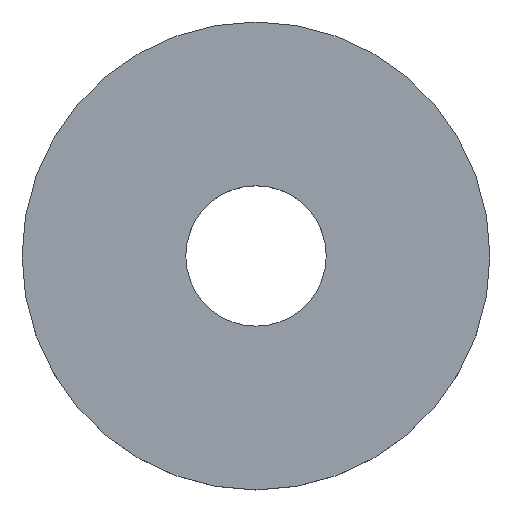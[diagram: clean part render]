
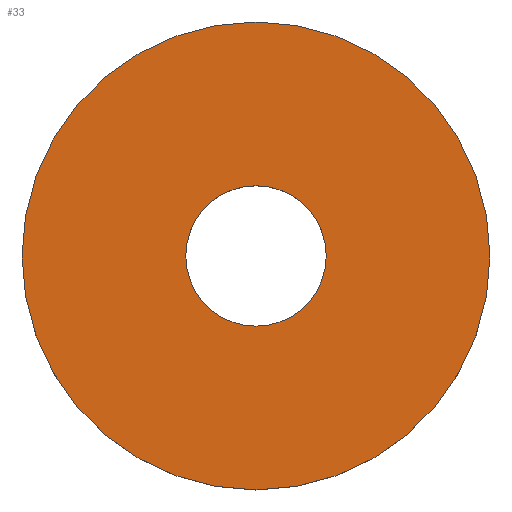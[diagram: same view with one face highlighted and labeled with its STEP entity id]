
A CAD part, top view. The second image highlights one B-rep face of the part: STEP entity #33.
In plain terms, the highlighted planar face has unit normal (0, 0, 1).
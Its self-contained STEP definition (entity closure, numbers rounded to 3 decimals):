
#2 = CARTESIAN_POINT ( 'NONE',  ( 11., 0., 1. ) ) ;
#9 = AXIS2_PLACEMENT_3D ( 'NONE', #77, #119, #138 ) ;
#14 = DIRECTION ( 'NONE',  ( 1., 0., 0. ) ) ;
#29 = AXIS2_PLACEMENT_3D ( 'NONE', #183, #168, #56 ) ;
#33 = ADVANCED_FACE ( 'NONE', ( #194, #39 ), #243, .T. ) ;
#35 = EDGE_CURVE ( 'NONE', #220, #172, #190, .T. ) ;
#39 = FACE_BOUND ( 'NONE', #230, .T. ) ;
#44 = EDGE_CURVE ( 'NONE', #172, #220, #181, .T. ) ;
#51 = CARTESIAN_POINT ( 'NONE',  ( 3.3, 0., 1. ) ) ;
#56 = DIRECTION ( 'NONE',  ( 1., 0., 0. ) ) ;
#70 = ORIENTED_EDGE ( 'NONE', *, *, #44, .T. ) ;
#71 = EDGE_LOOP ( 'NONE', ( #70, #212 ) ) ;
#75 = VERTEX_POINT ( 'NONE', #166 ) ;
#77 = CARTESIAN_POINT ( 'NONE',  ( 0., 0., 1. ) ) ;
#89 = DIRECTION ( 'NONE',  ( 0., 0., 1. ) ) ;
#90 = CARTESIAN_POINT ( 'NONE',  ( 0., 0., 1. ) ) ;
#96 = CIRCLE ( 'NONE', #9, 3.3 ) ;
#101 = VERTEX_POINT ( 'NONE', #51 ) ;
#114 = EDGE_CURVE ( 'NONE', #75, #101, #117, .T. ) ;
#116 = AXIS2_PLACEMENT_3D ( 'NONE', #206, #130, #246 ) ;
#117 = CIRCLE ( 'NONE', #232, 3.3 ) ;
#119 = DIRECTION ( 'NONE',  ( 0., 0., 1. ) ) ;
#130 = DIRECTION ( 'NONE',  ( 0., 0., 1. ) ) ;
#131 = CARTESIAN_POINT ( 'NONE',  ( 0., 0., 1. ) ) ;
#138 = DIRECTION ( 'NONE',  ( 1., 0., 0. ) ) ;
#166 = CARTESIAN_POINT ( 'NONE',  ( -3.3, 0., 1. ) ) ;
#168 = DIRECTION ( 'NONE',  ( 0., 0., 1. ) ) ;
#172 = VERTEX_POINT ( 'NONE', #222 ) ;
#181 = CIRCLE ( 'NONE', #203, 11. ) ;
#183 = CARTESIAN_POINT ( 'NONE',  ( 0., 0., 1. ) ) ;
#190 = CIRCLE ( 'NONE', #116, 11. ) ;
#194 = FACE_OUTER_BOUND ( 'NONE', #71, .T. ) ;
#197 = ORIENTED_EDGE ( 'NONE', *, *, #214, .F. ) ;
#203 = AXIS2_PLACEMENT_3D ( 'NONE', #131, #89, #248 ) ;
#206 = CARTESIAN_POINT ( 'NONE',  ( 0., 0., 1. ) ) ;
#212 = ORIENTED_EDGE ( 'NONE', *, *, #35, .T. ) ;
#214 = EDGE_CURVE ( 'NONE', #101, #75, #96, .T. ) ;
#215 = ORIENTED_EDGE ( 'NONE', *, *, #114, .F. ) ;
#220 = VERTEX_POINT ( 'NONE', #2 ) ;
#222 = CARTESIAN_POINT ( 'NONE',  ( -11., 0., 1. ) ) ;
#223 = DIRECTION ( 'NONE',  ( 0., 0., 1. ) ) ;
#230 = EDGE_LOOP ( 'NONE', ( #215, #197 ) ) ;
#232 = AXIS2_PLACEMENT_3D ( 'NONE', #90, #223, #14 ) ;
#243 = PLANE ( 'NONE',  #29 ) ;
#246 = DIRECTION ( 'NONE',  ( 1., 0., 0. ) ) ;
#248 = DIRECTION ( 'NONE',  ( 1., 0., 0. ) ) ;
